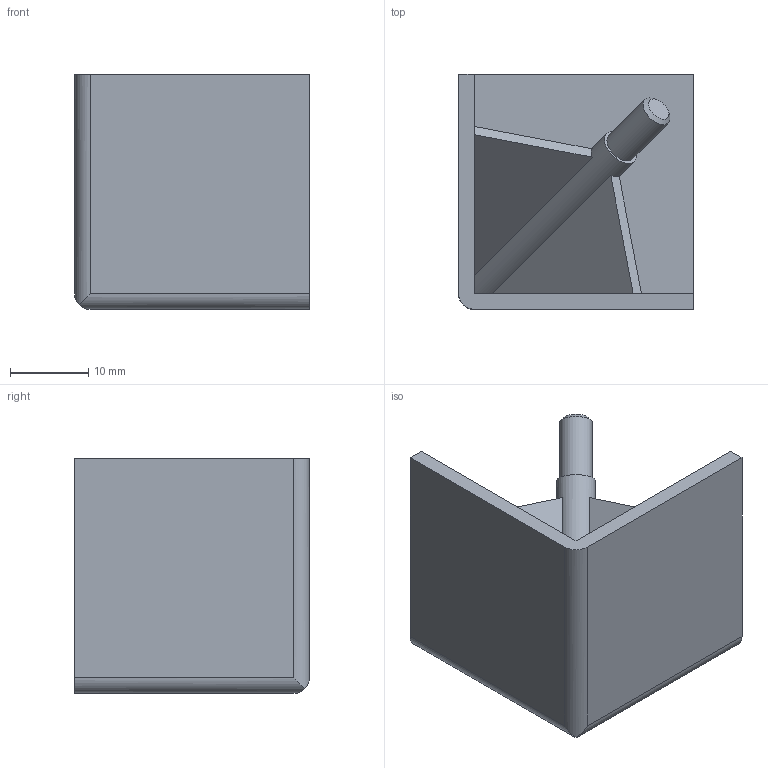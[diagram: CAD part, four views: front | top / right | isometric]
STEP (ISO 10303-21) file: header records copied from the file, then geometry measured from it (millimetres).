
FILE_DESCRIPTION(('FreeCAD Model'),'2;1');
FILE_NAME('Open CASCADE Shape Model','2024-03-18T16:32:19',(''),(''), 'Open CASCADE STEP processor 7.6','FreeCAD','Unknown');
FILE_SCHEMA(('AUTOMOTIVE_DESIGN { 1 0 10303 214 1 1 1 1 }'));
Length unit declared in the file: millimetre
Products named in the file (1): STI6-CC30
Bounding box: 30 x 30 x 30 mm (x, y, z)
Volume: 6534.7 mm3; surface area: 6858.2 mm2
Topology: 1 solids, 1 shells, 26 faces, 68 edges, 45 vertices
Faces by surface type: plane 20, cylinder 5, cone 1
Full cylindrical faces by diameter (mm): 4.2 x1, 5 x1
Entity records: 2126 total; most frequent: CARTESIAN_POINT 769, DIRECTION 242, LINE 137, VECTOR 137, ORIENTED_EDGE 136, PCURVE 136, DEFINITIONAL_REPRESENTATION 136, EDGE_CURVE 68
